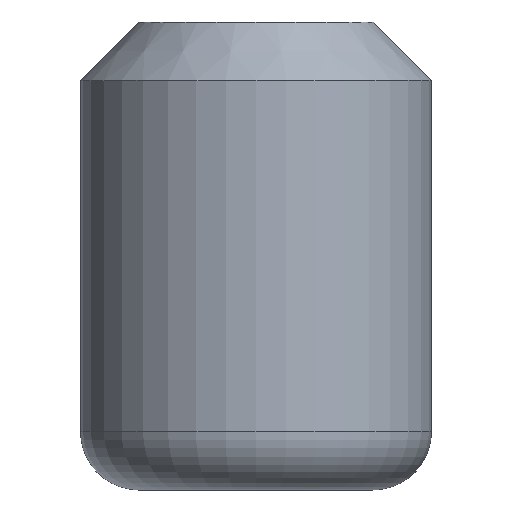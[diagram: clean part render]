
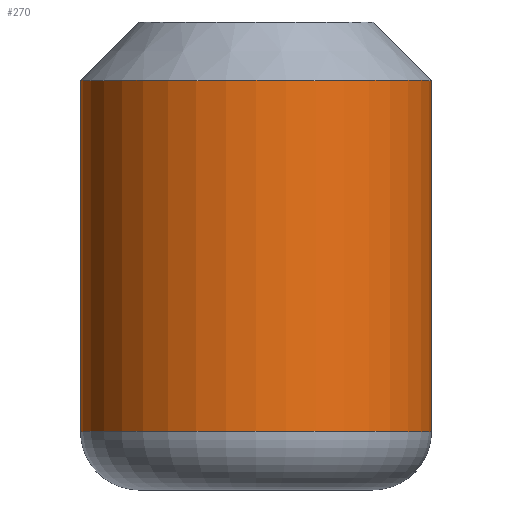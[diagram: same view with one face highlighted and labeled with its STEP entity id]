
A CAD part, front view. The second image highlights one B-rep face of the part: STEP entity #270.
In plain terms, the highlighted cylindrical face has radius 1.5 mm (diameter 3 mm), a full revolution.
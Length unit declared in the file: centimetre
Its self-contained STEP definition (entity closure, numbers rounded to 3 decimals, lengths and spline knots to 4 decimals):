
#150=CYLINDRICAL_SURFACE('',#284,0.15);
#152=VERTEX_POINT('',#341);
#153=VERTEX_POINT('',#344);
#168=CIRCLE('',#283,0.15);
#169=CIRCLE('',#285,0.15);
#172=EDGE_CURVE('',#152,#152,#168,.T.);
#173=EDGE_CURVE('',#153,#153,#169,.T.);
#195=ORIENTED_EDGE('',*,*,#173,.F.);
#196=ORIENTED_EDGE('',*,*,#172,.F.);
#239=EDGE_LOOP('',(#195));
#240=EDGE_LOOP('',(#196));
#255=FACE_BOUND('',#239,.T.);
#256=FACE_BOUND('',#240,.T.);
#270=ADVANCED_FACE('',(#255,#256),#150,.T.);
#283=AXIS2_PLACEMENT_3D('',#340,#300,#301);
#284=AXIS2_PLACEMENT_3D('',#342,#302,#303);
#285=AXIS2_PLACEMENT_3D('',#343,#304,#305);
#300=DIRECTION('',(0.,0.,-1.));
#301=DIRECTION('',(-0.15,0.,0.));
#302=DIRECTION('',(0.,0.,1.));
#303=DIRECTION('',(0.15,0.,0.));
#304=DIRECTION('',(0.,0.,1.));
#305=DIRECTION('',(-0.15,0.,0.));
#340=CARTESIAN_POINT('',(0.,0.,0.05));
#341=CARTESIAN_POINT('',(0.15,0.,0.05));
#342=CARTESIAN_POINT('',(0.,0.,0.));
#343=CARTESIAN_POINT('',(0.,0.,0.35));
#344=CARTESIAN_POINT('',(0.15,0.,0.35));
